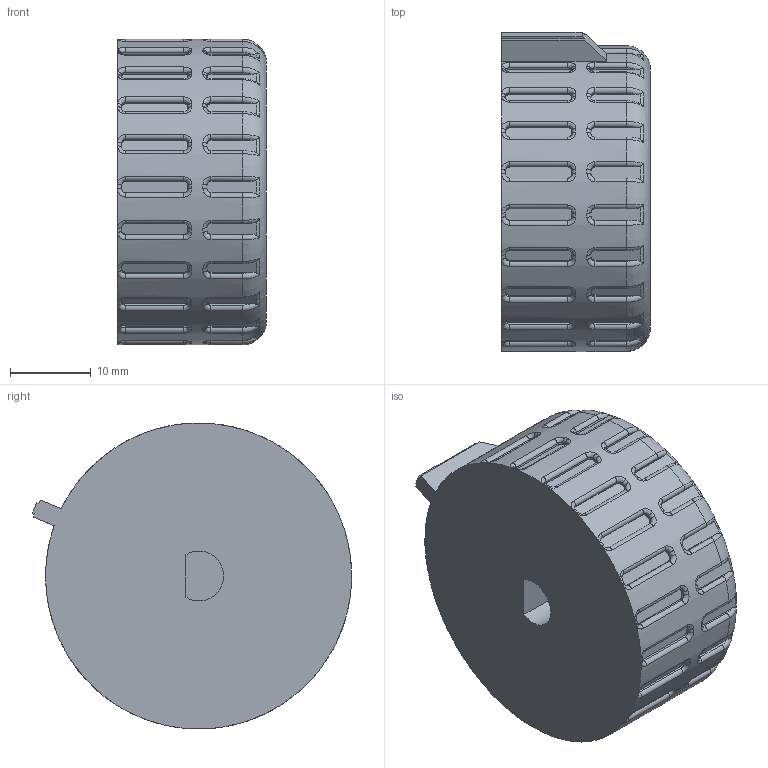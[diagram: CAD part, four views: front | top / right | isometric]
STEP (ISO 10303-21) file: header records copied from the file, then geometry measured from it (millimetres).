
FILE_DESCRIPTION(/* description */ ('STEP AP242','CAx-IF Rec.Pracs.---Representation and Presentation of Product Manufacturing Information (PMI)---4.0---2014-10-13','CAx-IF Rec.Pracs.---3D Tessellated Geometry---0.4---2014-09-14','2;1'),/* implementation_level */ '2;1');
FILE_NAME(/* name */ 'Part Studio 1 - Primary Menu Nav Wheel',/* time_stamp */ '2025-07-18T20:34:49Z',/* author */ (''),/* organization */ (''),/* preprocessor_version */ 'ST-DEVELOPER v20',/* originating_system */ 'ONSHAPE BY PTC INC, 1.201',/* authorisation */ ' ');
FILE_SCHEMA (('AP242_MANAGED_MODEL_BASED_3D_ENGINEERING_MIM_LF { 1 0 10303 442 1 1 4 }'));
Length unit declared in the file: metre
Products named in the file (1): Primary Menu Nav Wheel
Bounding box: 18.5 x 39.65 x 38 mm (x, y, z)
Volume: 20213.6 mm3; surface area: 4919.4 mm2
Topology: 1 solids, 1 shells, 698 faces, 1733 edges, 1038 vertices
Faces by surface type: bspline 308, plane 167, cylinder 134, torus 89
Full cylindrical faces by diameter (mm): 38 x1
Entity records: 24653 total; most frequent: CARTESIAN_POINT 11470, ORIENTED_EDGE 3456, EDGE_CURVE 1728, DIRECTION 1657, B_SPLINE_CURVE_WITH_KNOTS 1188, VERTEX_POINT 1035, AXIS2_PLACEMENT_3D 726, EDGE_LOOP 701
